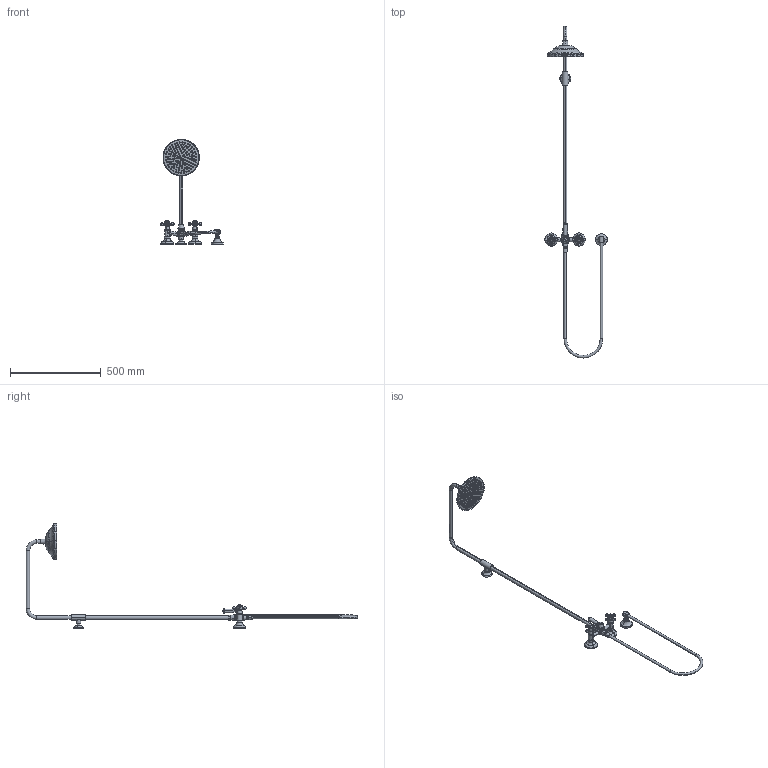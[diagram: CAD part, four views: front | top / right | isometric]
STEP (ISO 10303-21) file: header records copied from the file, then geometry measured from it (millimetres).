
FILE_DESCRIPTION (( 'STEP AP214' ), '1' );
FILE_NAME ('26632360.STEP', '2020-02-10T12:39:14', ( '' ), ( '' ), 'SwSTEP 2.0', 'SolidWorks 2017', '' );
FILE_SCHEMA (( 'AUTOMOTIVE_DESIGN' ));
Length unit declared in the file: millimetre
Products named in the file (27): Planungsmodell_Griff-+-04.20.36.002.07-02_ _K1; Planungsmodell_Konus-+-09.30.02.005-03_-_K2; Planungsmodell_Kuppel-+-09.26.01.064.60-01_ _K1_21x2x8; Planungsmodell_Schlauch-+-09.30.02.008-1; Planungsmodell_Griff-+-04.20.36.002.07-01_ _K1; Planungsmodell_Koerper-+-09.17.10.001.90-01_ _K1; Planungsmodell_Rosette-+-09.27.39.010.94-01_ _K1; Planungsmodell_T-Stueck-+-22.901.780-01_ _K8_24,7x34_31x40x40; 26632360; Planungsmodell_Rohr_gerade-+-28.568.780-10_ _K221_18.9x10; Planungsmodell_Rosette-+-09.27.82.003.94-01_ _K2; Nippel-+-09.24.03.089.90-01_-_Default1; Planungsmodell_Mitnehmer-+-09.18.20.011.94-01_ _K1; Planungsmodell_Mutter-+-09.23.30.010.90-01_-_K1; Planungsmodell_Griff-+-09.20.58.010.60-01_ _K3_23,4x15x60; Planungsmodell_Rosette-+-09.17.20.016-01_ _K1_66x9_24x31; Schraube-+-09.30.30.062.90-01_-_K1; Planungsmodell_Kopfbrause-+-04.12.05.038.00-1; Mutter-+-09.23.30.035.90-01_-_Default1; Halter-+-09.17.20.015.90-01_-_K1; Planungsmodell_Gehäuse-+-04.12.01.036.00-1; Planungsmodell_Huelse-+-09.18.40.035.90-01_-_K1; Mutter-+-09.24.03.139.90-01_-_Default1; Planungsmodell_Rohr-+-04.28.22.101.00-01_ _K1; Planungsmodell_Haube-+-09.12.05.038-1; Planungsmodell_Nippel-+-09.24.03.088.90-1; Haube-+-09.21.02.055.90-01_-_K1
Assembly tree (31 placements, depth 3):
  26632360
    Planungsmodell_Koerper-+-09.17.10.001.90-01_ _K1
    Planungsmodell_Schlauch-+-09.30.02.008-1
    Planungsmodell_Konus-+-09.30.02.005-03_-_K2  x2
    Planungsmodell_Nippel-+-09.24.03.088.90-1
    Planungsmodell_Kopfbrause-+-04.12.05.038.00-1
      Planungsmodell_Haube-+-09.12.05.038-1
      Mutter-+-09.24.03.139.90-01_-_Default1
      Planungsmodell_Gehäuse-+-04.12.01.036.00-1
    Planungsmodell_Rosette-+-09.17.20.016-01_ _K1_66x9_24x31
    Planungsmodell_Griff-+-09.20.58.010.60-01_ _K3_23,4x15x60
    Planungsmodell_Mitnehmer-+-09.18.20.011.94-01_ _K1
    Planungsmodell_Rosette-+-09.27.82.003.94-01_ _K2
    Planungsmodell_Rohr_gerade-+-28.568.780-10_ _K221_18.9x10
    Planungsmodell_T-Stueck-+-22.901.780-01_ _K8_24,7x34_31x40x40
    Planungsmodell_Rosette-+-09.27.39.010.94-01_ _K1  x2
    Planungsmodell_Griff-+-04.20.36.002.07-02_ _K1  x2
      Planungsmodell_Griff-+-04.20.36.002.07-01_ _K1
      Planungsmodell_Kuppel-+-09.26.01.064.60-01_ _K1_21x2x8
    Haube-+-09.21.02.055.90-01_-_K1  x2
    Planungsmodell_Rohr-+-04.28.22.101.00-01_ _K1
    Planungsmodell_Huelse-+-09.18.40.035.90-01_-_K1
    Halter-+-09.17.20.015.90-01_-_K1
    Mutter-+-09.23.30.035.90-01_-_Default1
    Schraube-+-09.30.30.062.90-01_-_K1
    Planungsmodell_Mutter-+-09.23.30.010.90-01_-_K1  x2
    Nippel-+-09.24.03.089.90-01_-_Default1
Bounding box: 346.5 x 1833.12 x 580 mm (x, y, z)
Volume: 1652196.6 mm3; surface area: 464328.8 mm2
Topology: 30 solids, 38 shells, 1022 faces, 2250 edges, 1429 vertices
Faces by surface type: bspline 338, sphere 178, cylinder 148, plane 127, torus 116, cone 115
Entity records: 57445 total; most frequent: CARTESIAN_POINT 39806, ORIENTED_EDGE 3662, DIRECTION 2658, EDGE_CURVE 1831, VERTEX_POINT 1178, AXIS2_PLACEMENT_3D 1090, EDGE_LOOP 1009, FACE_OUTER_BOUND 859
